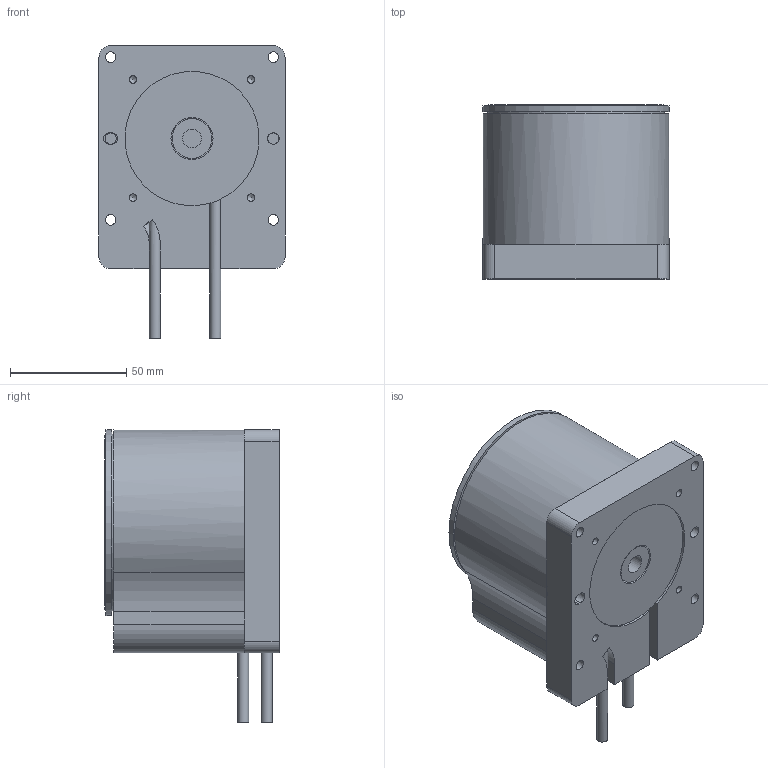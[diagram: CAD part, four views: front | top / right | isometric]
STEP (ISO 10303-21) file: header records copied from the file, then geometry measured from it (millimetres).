
FILE_DESCRIPTION(/* description */ (''),/* implementation_level */ '2;1');
FILE_NAME(/* name */ 'mPR080.stp',/* time_stamp */ '2017-02-21T12:41:08-05:00',/* author */ ('fk20128'),/* organization */ (''),/* preprocessor_version */ 'ST-DEVELOPER v16.1',/* originating_system */ 'Autodesk Inventor 2016',/* authorisation */ '');
FILE_SCHEMA (('AUTOMOTIVE_DESIGN { 1 0 10303 214 3 1 1 }'));
Length unit declared in the file: millimetre
Products named in the file (3): mPR080 - Base; mPR080 - Top; mPR080
Assembly tree (2 placements, depth 2):
  mPR080
    mPR080 - Base
    mPR080 - Top
Bounding box: 80 x 75 x 126 mm (x, y, z)
Volume: 546856.1 mm3; surface area: 67918.1 mm2
Topology: 2 solids, 2 shells, 111 faces, 247 edges, 168 vertices
Faces by surface type: cylinder 54, plane 52, cone 4, torus 1
Full cylindrical faces by diameter (mm): 3.242 x16, 4.5 x4, 4.763 x2, 4.8 x4, 5.005 x3, 8 x2, 17.09 x1, 18.09 x1, 21.23 x1, 26 x1, 35.5 x1, 75 x1, 76 x1, 80 x1
Entity records: 2881 total; most frequent: DIRECTION 520, CARTESIAN_POINT 477, ORIENTED_EDGE 358, AXIS2_PLACEMENT_3D 228, EDGE_LOOP 192, EDGE_CURVE 179, VERTEX_POINT 143, FACE_OUTER_BOUND 111
